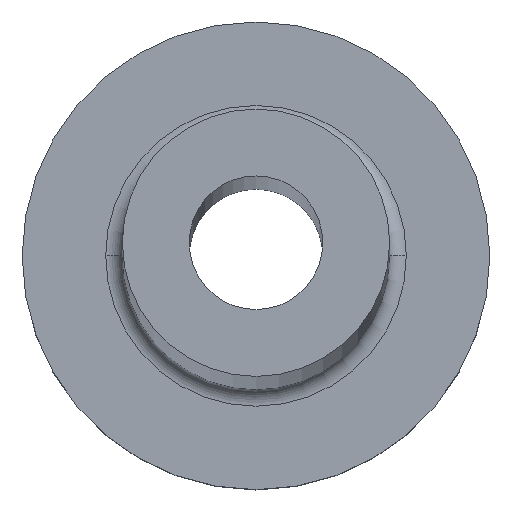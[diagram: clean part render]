
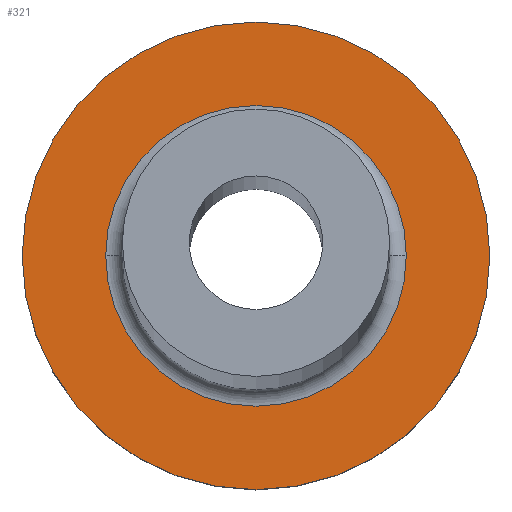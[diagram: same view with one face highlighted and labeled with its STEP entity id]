
A CAD part, top view. The second image highlights one B-rep face of the part: STEP entity #321.
In plain terms, the highlighted planar face has unit normal (0, 0, 1).
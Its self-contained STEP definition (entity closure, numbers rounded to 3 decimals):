
#3 = VERTEX_POINT ( 'NONE', #213 ) ;
#9 = CIRCLE ( 'NONE', #279, 7. ) ;
#19 = AXIS2_PLACEMENT_3D ( 'NONE', #325, #203, #58 ) ;
#30 = CIRCLE ( 'NONE', #204, 7. ) ;
#49 = EDGE_CURVE ( 'NONE', #3, #201, #30, .T. ) ;
#50 = CARTESIAN_POINT ( 'NONE',  ( -4.5, 0., 5. ) ) ;
#51 = DIRECTION ( 'NONE',  ( 0., 0., -1. ) ) ;
#58 = DIRECTION ( 'NONE',  ( 1., 0., 0. ) ) ;
#80 = CARTESIAN_POINT ( 'NONE',  ( 0., 0., 5. ) ) ;
#84 = DIRECTION ( 'NONE',  ( 1., 0., 0. ) ) ;
#93 = ORIENTED_EDGE ( 'NONE', *, *, #316, .T. ) ;
#115 = PLANE ( 'NONE',  #19 ) ;
#118 = ORIENTED_EDGE ( 'NONE', *, *, #159, .T. ) ;
#122 = EDGE_LOOP ( 'NONE', ( #168, #93 ) ) ;
#133 = DIRECTION ( 'NONE',  ( 0., 0., 1. ) ) ;
#147 = EDGE_CURVE ( 'NONE', #148, #150, #225, .T. ) ;
#148 = VERTEX_POINT ( 'NONE', #50 ) ;
#150 = VERTEX_POINT ( 'NONE', #290 ) ;
#159 = EDGE_CURVE ( 'NONE', #150, #148, #185, .T. ) ;
#162 = DIRECTION ( 'NONE',  ( 1., 0., 0. ) ) ;
#168 = ORIENTED_EDGE ( 'NONE', *, *, #49, .T. ) ;
#185 = CIRCLE ( 'NONE', #218, 4.5 ) ;
#192 = DIRECTION ( 'NONE',  ( 0., 0., -1. ) ) ;
#194 = DIRECTION ( 'NONE',  ( 1., 0., 0. ) ) ;
#201 = VERTEX_POINT ( 'NONE', #368 ) ;
#203 = DIRECTION ( 'NONE',  ( 0., 0., 1. ) ) ;
#204 = AXIS2_PLACEMENT_3D ( 'NONE', #345, #133, #194 ) ;
#213 = CARTESIAN_POINT ( 'NONE',  ( -7., 0., 5. ) ) ;
#218 = AXIS2_PLACEMENT_3D ( 'NONE', #260, #192, #162 ) ;
#225 = CIRCLE ( 'NONE', #282, 4.5 ) ;
#240 = FACE_BOUND ( 'NONE', #250, .T. ) ;
#250 = EDGE_LOOP ( 'NONE', ( #118, #252 ) ) ;
#252 = ORIENTED_EDGE ( 'NONE', *, *, #147, .T. ) ;
#255 = DIRECTION ( 'NONE',  ( 1., 0., 0. ) ) ;
#260 = CARTESIAN_POINT ( 'NONE',  ( 0., 0., 5. ) ) ;
#279 = AXIS2_PLACEMENT_3D ( 'NONE', #349, #354, #84 ) ;
#282 = AXIS2_PLACEMENT_3D ( 'NONE', #80, #51, #255 ) ;
#290 = CARTESIAN_POINT ( 'NONE',  ( 4.5, 0., 5. ) ) ;
#316 = EDGE_CURVE ( 'NONE', #201, #3, #9, .T. ) ;
#321 = ADVANCED_FACE ( 'NONE', ( #240, #380 ), #115, .T. ) ;
#325 = CARTESIAN_POINT ( 'NONE',  ( 0., 0., 5. ) ) ;
#345 = CARTESIAN_POINT ( 'NONE',  ( 0., 0., 5. ) ) ;
#349 = CARTESIAN_POINT ( 'NONE',  ( 0., 0., 5. ) ) ;
#354 = DIRECTION ( 'NONE',  ( 0., 0., 1. ) ) ;
#368 = CARTESIAN_POINT ( 'NONE',  ( 7., 0., 5. ) ) ;
#380 = FACE_OUTER_BOUND ( 'NONE', #122, .T. ) ;
